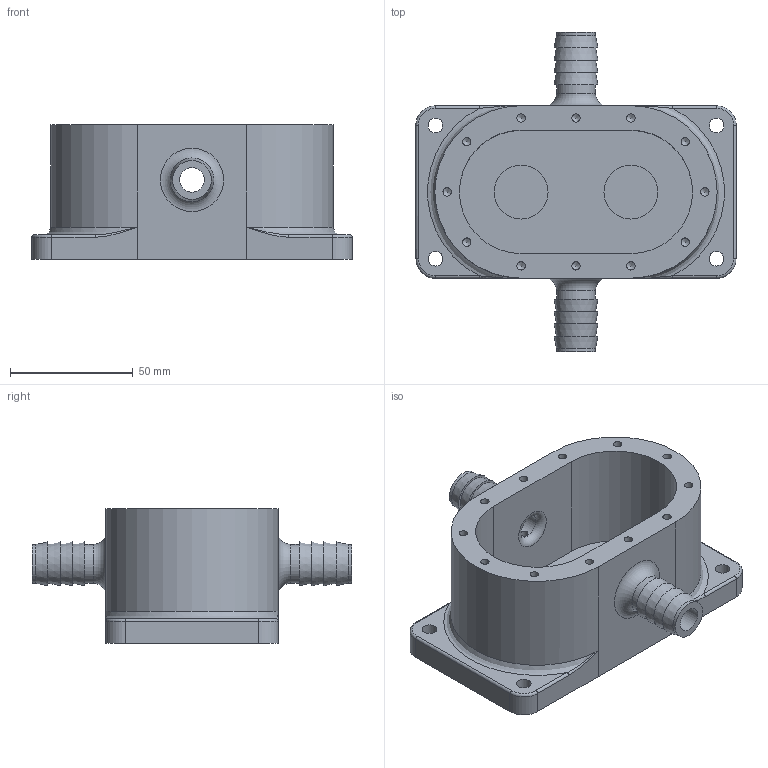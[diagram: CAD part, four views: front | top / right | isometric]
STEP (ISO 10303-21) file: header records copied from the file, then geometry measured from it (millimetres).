
FILE_DESCRIPTION(/* description */ (''),/* implementation_level */ '2;1');
FILE_NAME(/* name */ 'AIO Gear Pump Housing w Flange.step',/* time_stamp */ '2025-12-23T17:56:23-06:00',/* author */ (''),/* organization */ (''),/* preprocessor_version */ 'ST-DEVELOPER v20.1',/* originating_system */ 'Autodesk Translation Framework v14.21.0.0',/* authorisation */ '');
FILE_SCHEMA (('AUTOMOTIVE_DESIGN { 1 0 10303 214 3 1 1 }'));
Length unit declared in the file: millimetre
Products named in the file (1): AIO Gear Pump Housing
Bounding box: 130.75 x 130.35 x 54.9 mm (x, y, z)
Volume: 213769.1 mm3; surface area: 58336.1 mm2
Topology: 1 solids, 1 shells, 101 faces, 243 edges, 152 vertices
Faces by surface type: cylinder 40, plane 27, cone 20, torus 10, bspline 4
Full cylindrical faces by diameter (mm): 3.416 x14, 6 x4, 10 x2, 15.875 x4, 22 x2
Entity records: 3516 total; most frequent: CARTESIAN_POINT 1119, DIRECTION 513, ORIENTED_EDGE 454, EDGE_CURVE 227, AXIS2_PLACEMENT_3D 210, VERTEX_POINT 152, EDGE_LOOP 141, CIRCLE 112
